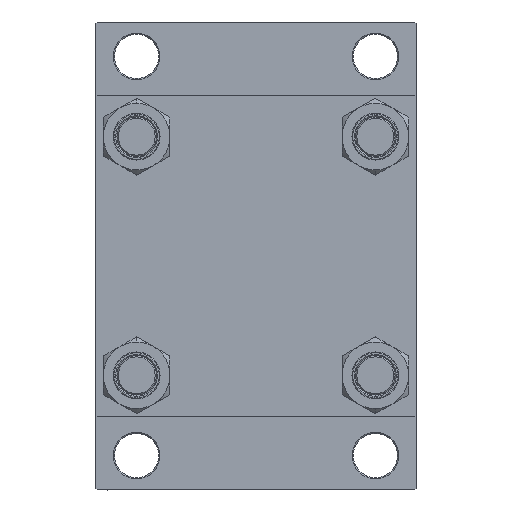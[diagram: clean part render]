
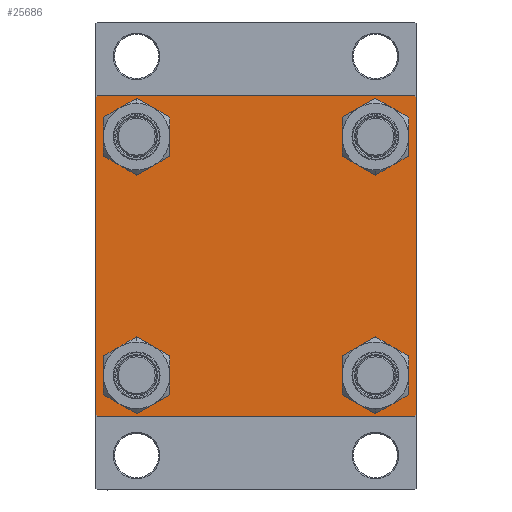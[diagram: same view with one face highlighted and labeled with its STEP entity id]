
A CAD part, left-side view. The second image highlights one B-rep face of the part: STEP entity #25686.
In plain terms, the highlighted planar face has unit normal (-1, 0, 0).
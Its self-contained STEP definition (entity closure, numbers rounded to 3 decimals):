
#169 = VERTEX_POINT ( 'NONE', #17531 ) ;
#187 = DIRECTION ( 'NONE',  ( 1., 0., 0. ) ) ;
#556 = CARTESIAN_POINT ( 'NONE',  ( 0., 48.45, -48.45 ) ) ;
#857 = ORIENTED_EDGE ( 'NONE', *, *, #2086, .T. ) ;
#892 = CARTESIAN_POINT ( 'NONE',  ( 0., -64.75, 64.75 ) ) ;
#969 = CARTESIAN_POINT ( 'NONE',  ( 0., 48.45, 48.45 ) ) ;
#1136 = CARTESIAN_POINT ( 'NONE',  ( 0., 65., 65. ) ) ;
#1374 = LINE ( 'NONE', #1136, #44916 ) ;
#1512 = CARTESIAN_POINT ( 'NONE',  ( 0., -48.45, 56.95 ) ) ;
#1643 = CARTESIAN_POINT ( 'NONE',  ( 0., -64.75, -64.75 ) ) ;
#1901 = AXIS2_PLACEMENT_3D ( 'NONE', #26565, #38748, #37782 ) ;
#2024 = VERTEX_POINT ( 'NONE', #33644 ) ;
#2052 = VECTOR ( 'NONE', #4338, 1000. ) ;
#2086 = EDGE_CURVE ( 'NONE', #20954, #8018, #34360, .T. ) ;
#2255 = CARTESIAN_POINT ( 'NONE',  ( 0., -48.45, -56.95 ) ) ;
#2271 = VERTEX_POINT ( 'NONE', #35089 ) ;
#3241 = CARTESIAN_POINT ( 'NONE',  ( 0., -48.45, -39.95 ) ) ;
#3388 = ORIENTED_EDGE ( 'NONE', *, *, #47089, .T. ) ;
#3559 = CARTESIAN_POINT ( 'NONE',  ( 0., -48.45, 48.45 ) ) ;
#4338 = DIRECTION ( 'NONE',  ( 0., -0.707, 0.707 ) ) ;
#4675 = DIRECTION ( 'NONE',  ( 0., -0.707, -0.707 ) ) ;
#5242 = ORIENTED_EDGE ( 'NONE', *, *, #29606, .T. ) ;
#5984 = VERTEX_POINT ( 'NONE', #12867 ) ;
#6437 = EDGE_CURVE ( 'NONE', #31092, #26297, #12449, .T. ) ;
#6442 = CARTESIAN_POINT ( 'NONE',  ( 0., 64.75, 64.75 ) ) ;
#6961 = AXIS2_PLACEMENT_3D ( 'NONE', #29754, #44888, #22895 ) ;
#7341 = DIRECTION ( 'NONE',  ( 0., 0., -1. ) ) ;
#7796 = CARTESIAN_POINT ( 'NONE',  ( 0., -64.5, 65. ) ) ;
#8018 = VERTEX_POINT ( 'NONE', #7796 ) ;
#8339 = CARTESIAN_POINT ( 'NONE',  ( 0., -64.5, -65. ) ) ;
#8396 = DIRECTION ( 'NONE',  ( 0., 0., 1. ) ) ;
#8574 = LINE ( 'NONE', #18208, #13942 ) ;
#8702 = FACE_OUTER_BOUND ( 'NONE', #42703, .T. ) ;
#8782 = CARTESIAN_POINT ( 'NONE',  ( 0., 65., -65. ) ) ;
#9959 = CARTESIAN_POINT ( 'NONE',  ( 0., -48.45, 39.95 ) ) ;
#10187 = EDGE_LOOP ( 'NONE', ( #43778, #33137 ) ) ;
#11024 = AXIS2_PLACEMENT_3D ( 'NONE', #22403, #12550, #8396 ) ;
#11432 = CARTESIAN_POINT ( 'NONE',  ( 0., 64.5, 65. ) ) ;
#11470 = EDGE_CURVE ( 'NONE', #20634, #2024, #32354, .T. ) ;
#12018 = DIRECTION ( 'NONE',  ( 1., 0., 0. ) ) ;
#12449 = LINE ( 'NONE', #8782, #27813 ) ;
#12550 = DIRECTION ( 'NONE',  ( 1., 0., 0. ) ) ;
#12610 = PLANE ( 'NONE',  #1901 ) ;
#12867 = CARTESIAN_POINT ( 'NONE',  ( 0., 48.45, -56.95 ) ) ;
#12967 = VECTOR ( 'NONE', #7341, 1000. ) ;
#13300 = DIRECTION ( 'NONE',  ( 0., 0.707, -0.707 ) ) ;
#13536 = CARTESIAN_POINT ( 'NONE',  ( 0., 48.45, -48.45 ) ) ;
#13682 = ORIENTED_EDGE ( 'NONE', *, *, #29246, .F. ) ;
#13942 = VECTOR ( 'NONE', #37896, 1000. ) ;
#14590 = CARTESIAN_POINT ( 'NONE',  ( 0., 65., -64.5 ) ) ;
#14703 = EDGE_LOOP ( 'NONE', ( #25336, #35979 ) ) ;
#15367 = AXIS2_PLACEMENT_3D ( 'NONE', #3559, #25323, #40213 ) ;
#15777 = ORIENTED_EDGE ( 'NONE', *, *, #35910, .T. ) ;
#16022 = VECTOR ( 'NONE', #30938, 1000. ) ;
#16034 = AXIS2_PLACEMENT_3D ( 'NONE', #556, #12018, #41359 ) ;
#16140 = CIRCLE ( 'NONE', #15367, 8.5 ) ;
#16443 = VERTEX_POINT ( 'NONE', #9959 ) ;
#17304 = CIRCLE ( 'NONE', #21204, 8.5 ) ;
#17445 = EDGE_CURVE ( 'NONE', #44076, #27718, #38147, .T. ) ;
#17531 = CARTESIAN_POINT ( 'NONE',  ( 0., 48.45, 39.95 ) ) ;
#18208 = CARTESIAN_POINT ( 'NONE',  ( 0., 65., 65. ) ) ;
#18847 = ORIENTED_EDGE ( 'NONE', *, *, #6437, .T. ) ;
#18931 = CIRCLE ( 'NONE', #41553, 8.5 ) ;
#19149 = ORIENTED_EDGE ( 'NONE', *, *, #45648, .T. ) ;
#20634 = VERTEX_POINT ( 'NONE', #11432 ) ;
#20954 = VERTEX_POINT ( 'NONE', #31108 ) ;
#21204 = AXIS2_PLACEMENT_3D ( 'NONE', #13536, #23382, #21349 ) ;
#21272 = ORIENTED_EDGE ( 'NONE', *, *, #27301, .F. ) ;
#21349 = DIRECTION ( 'NONE',  ( 0., 0., 1. ) ) ;
#21394 = AXIS2_PLACEMENT_3D ( 'NONE', #23973, #27645, #43028 ) ;
#22403 = CARTESIAN_POINT ( 'NONE',  ( 0., -48.45, -48.45 ) ) ;
#22895 = DIRECTION ( 'NONE',  ( 0., 0., 1. ) ) ;
#23241 = CARTESIAN_POINT ( 'NONE',  ( 0., 64.75, -64.75 ) ) ;
#23382 = DIRECTION ( 'NONE',  ( 1., 0., 0. ) ) ;
#23973 = CARTESIAN_POINT ( 'NONE',  ( 0., -48.45, 48.45 ) ) ;
#24086 = VECTOR ( 'NONE', #4675, 1000. ) ;
#25323 = DIRECTION ( 'NONE',  ( 1., 0., 0. ) ) ;
#25336 = ORIENTED_EDGE ( 'NONE', *, *, #26854, .T. ) ;
#25407 = EDGE_CURVE ( 'NONE', #28989, #16443, #29191, .T. ) ;
#25675 = AXIS2_PLACEMENT_3D ( 'NONE', #29750, #187, #26808 ) ;
#25686 = ADVANCED_FACE ( 'NONE', ( #34848, #30943, #27038, #38271, #8702 ), #12610, .T. ) ;
#26297 = VERTEX_POINT ( 'NONE', #8339 ) ;
#26565 = CARTESIAN_POINT ( 'NONE',  ( 0., 0., 0. ) ) ;
#26808 = DIRECTION ( 'NONE',  ( 0., 0., 1. ) ) ;
#26854 = EDGE_CURVE ( 'NONE', #37707, #5984, #17304, .T. ) ;
#26954 = ORIENTED_EDGE ( 'NONE', *, *, #38257, .T. ) ;
#27038 = FACE_BOUND ( 'NONE', #14703, .T. ) ;
#27075 = EDGE_CURVE ( 'NONE', #5984, #37707, #48019, .T. ) ;
#27257 = ORIENTED_EDGE ( 'NONE', *, *, #17445, .T. ) ;
#27301 = EDGE_CURVE ( 'NONE', #20634, #8018, #1374, .T. ) ;
#27645 = DIRECTION ( 'NONE',  ( 1., 0., 0. ) ) ;
#27718 = VERTEX_POINT ( 'NONE', #3241 ) ;
#27813 = VECTOR ( 'NONE', #42988, 1000. ) ;
#28491 = CARTESIAN_POINT ( 'NONE',  ( 0., 48.45, -39.95 ) ) ;
#28989 = VERTEX_POINT ( 'NONE', #1512 ) ;
#29191 = CIRCLE ( 'NONE', #21394, 8.5 ) ;
#29246 = EDGE_CURVE ( 'NONE', #20954, #2271, #41054, .T. ) ;
#29606 = EDGE_CURVE ( 'NONE', #26297, #2271, #47856, .T. ) ;
#29750 = CARTESIAN_POINT ( 'NONE',  ( 0., -48.45, -48.45 ) ) ;
#29754 = CARTESIAN_POINT ( 'NONE',  ( 0., 48.45, 48.45 ) ) ;
#29881 = EDGE_CURVE ( 'NONE', #16443, #28989, #16140, .T. ) ;
#30297 = CARTESIAN_POINT ( 'NONE',  ( 0., -65., 65. ) ) ;
#30938 = DIRECTION ( 'NONE',  ( 0., 0.707, 0.707 ) ) ;
#30943 = FACE_BOUND ( 'NONE', #38245, .T. ) ;
#31092 = VERTEX_POINT ( 'NONE', #45624 ) ;
#31106 = EDGE_LOOP ( 'NONE', ( #15777, #3388 ) ) ;
#31108 = CARTESIAN_POINT ( 'NONE',  ( 0., -65., 64.5 ) ) ;
#31755 = CARTESIAN_POINT ( 'NONE',  ( 0., 48.45, 56.95 ) ) ;
#31857 = VECTOR ( 'NONE', #13300, 1000. ) ;
#32127 = CIRCLE ( 'NONE', #11024, 8.5 ) ;
#32354 = LINE ( 'NONE', #6442, #31857 ) ;
#33137 = ORIENTED_EDGE ( 'NONE', *, *, #29881, .T. ) ;
#33644 = CARTESIAN_POINT ( 'NONE',  ( 0., 65., 64.5 ) ) ;
#34299 = EDGE_CURVE ( 'NONE', #2024, #45522, #8574, .T. ) ;
#34360 = LINE ( 'NONE', #892, #16022 ) ;
#34482 = LINE ( 'NONE', #23241, #24086 ) ;
#34848 = FACE_BOUND ( 'NONE', #10187, .T. ) ;
#35089 = CARTESIAN_POINT ( 'NONE',  ( 0., -65., -64.5 ) ) ;
#35819 = CIRCLE ( 'NONE', #6961, 8.5 ) ;
#35910 = EDGE_CURVE ( 'NONE', #47158, #169, #35819, .T. ) ;
#35979 = ORIENTED_EDGE ( 'NONE', *, *, #27075, .T. ) ;
#35987 = ORIENTED_EDGE ( 'NONE', *, *, #34299, .T. ) ;
#37707 = VERTEX_POINT ( 'NONE', #28491 ) ;
#37782 = DIRECTION ( 'NONE',  ( 0., 0., 1. ) ) ;
#37858 = DIRECTION ( 'NONE',  ( 1., 0., 0. ) ) ;
#37896 = DIRECTION ( 'NONE',  ( 0., 0., -1. ) ) ;
#38147 = CIRCLE ( 'NONE', #25675, 8.5 ) ;
#38245 = EDGE_LOOP ( 'NONE', ( #19149, #27257 ) ) ;
#38257 = EDGE_CURVE ( 'NONE', #45522, #31092, #34482, .T. ) ;
#38271 = FACE_BOUND ( 'NONE', #31106, .T. ) ;
#38746 = DIRECTION ( 'NONE',  ( 0., -1., 0. ) ) ;
#38748 = DIRECTION ( 'NONE',  ( -1., 0., 0. ) ) ;
#40213 = DIRECTION ( 'NONE',  ( 0., 0., 1. ) ) ;
#41054 = LINE ( 'NONE', #30297, #12967 ) ;
#41359 = DIRECTION ( 'NONE',  ( 0., 0., 1. ) ) ;
#41553 = AXIS2_PLACEMENT_3D ( 'NONE', #969, #37858, #44956 ) ;
#42703 = EDGE_LOOP ( 'NONE', ( #35987, #26954, #18847, #5242, #13682, #857, #21272, #43491 ) ) ;
#42988 = DIRECTION ( 'NONE',  ( 0., -1., 0. ) ) ;
#43028 = DIRECTION ( 'NONE',  ( 0., 0., 1. ) ) ;
#43491 = ORIENTED_EDGE ( 'NONE', *, *, #11470, .T. ) ;
#43778 = ORIENTED_EDGE ( 'NONE', *, *, #25407, .T. ) ;
#44076 = VERTEX_POINT ( 'NONE', #2255 ) ;
#44888 = DIRECTION ( 'NONE',  ( 1., 0., 0. ) ) ;
#44916 = VECTOR ( 'NONE', #38746, 1000. ) ;
#44956 = DIRECTION ( 'NONE',  ( 0., 0., 1. ) ) ;
#45522 = VERTEX_POINT ( 'NONE', #14590 ) ;
#45624 = CARTESIAN_POINT ( 'NONE',  ( 0., 64.5, -65. ) ) ;
#45648 = EDGE_CURVE ( 'NONE', #27718, #44076, #32127, .T. ) ;
#47089 = EDGE_CURVE ( 'NONE', #169, #47158, #18931, .T. ) ;
#47158 = VERTEX_POINT ( 'NONE', #31755 ) ;
#47856 = LINE ( 'NONE', #1643, #2052 ) ;
#48019 = CIRCLE ( 'NONE', #16034, 8.5 ) ;
